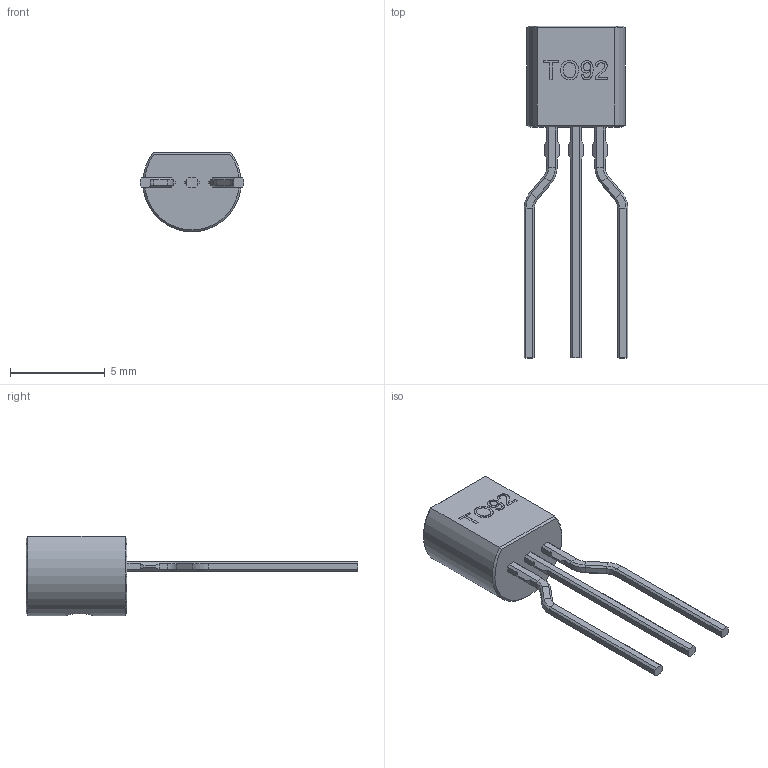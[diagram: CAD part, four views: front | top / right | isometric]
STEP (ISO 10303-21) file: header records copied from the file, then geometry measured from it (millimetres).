
FILE_DESCRIPTION (( 'STEP AP214' ), '1' );
FILE_NAME ('TO92_2.STEP', '2024-02-20T17:41:25', ( 'M.B.I.' ), ( '' ), 'SwSTEP 2.0', '', '' );
FILE_SCHEMA (( 'AUTOMOTIVE_DESIGN' ));
Length unit declared in the file: millimetre
Products named in the file (1): TO92_2
Bounding box: 5.49 x 17.53 x 4.2 mm (x, y, z)
Volume: 106.7 mm3; surface area: 197.3 mm2
Topology: 1 solids, 10 shells, 302 faces, 750 edges, 477 vertices
Faces by surface type: plane 166, bspline 105, cone 19, cylinder 12
Entity records: 14603 total; most frequent: CARTESIAN_POINT 6429, ORIENTED_EDGE 1500, DIRECTION 969, EDGE_CURVE 750, VECTOR 491, LINE 491, VERTEX_POINT 477, EDGE_LOOP 311
